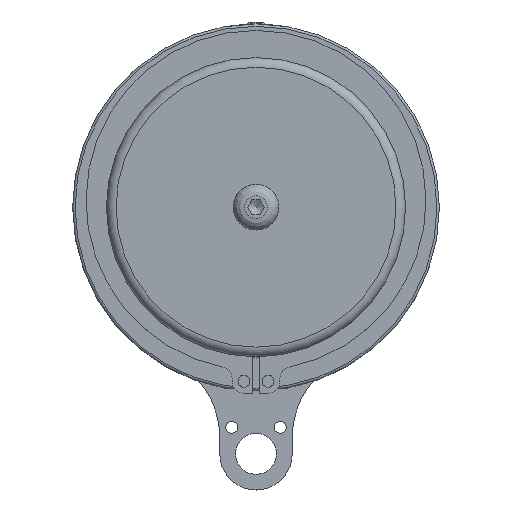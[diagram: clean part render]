
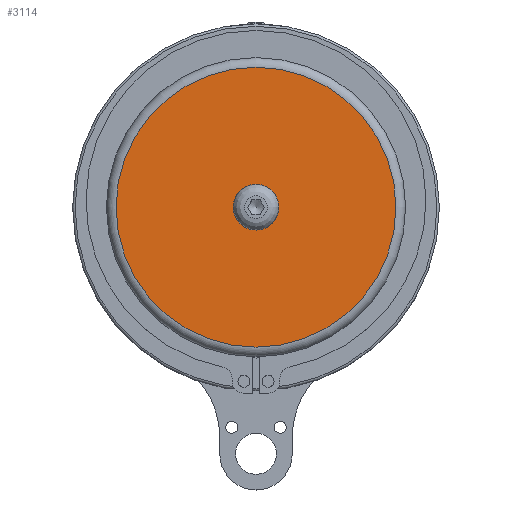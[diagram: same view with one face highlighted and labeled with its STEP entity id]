
A CAD part, top view. The second image highlights one B-rep face of the part: STEP entity #3114.
In plain terms, the highlighted planar face has unit normal (0, 0, 1).
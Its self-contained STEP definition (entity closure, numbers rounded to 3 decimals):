
#128=FACE_BOUND('',#574,.T.);
#211=PLANE('',#3476);
#374=FACE_OUTER_BOUND('',#573,.T.);
#573=EDGE_LOOP('',(#2646,#2647));
#574=EDGE_LOOP('',(#2648,#2649));
#607=CIRCLE('',#3159,2.5);
#611=CIRCLE('',#3163,2.5);
#777=CIRCLE('',#3477,29.);
#778=CIRCLE('',#3478,29.);
#1142=VERTEX_POINT('',#4457);
#1143=VERTEX_POINT('',#4458);
#1406=VERTEX_POINT('',#5704);
#1407=VERTEX_POINT('',#5705);
#1445=EDGE_CURVE('',#1142,#1143,#607,.T.);
#1450=EDGE_CURVE('',#1143,#1142,#611,.T.);
#1832=EDGE_CURVE('',#1406,#1407,#777,.T.);
#1833=EDGE_CURVE('',#1407,#1406,#778,.T.);
#2646=ORIENTED_EDGE('',*,*,#1832,.T.);
#2647=ORIENTED_EDGE('',*,*,#1833,.T.);
#2648=ORIENTED_EDGE('',*,*,#1445,.F.);
#2649=ORIENTED_EDGE('',*,*,#1450,.F.);
#3114=ADVANCED_FACE('',(#374,#128),#211,.T.);
#3159=AXIS2_PLACEMENT_3D('',#4459,#3547,#3548);
#3163=AXIS2_PLACEMENT_3D('',#4467,#3556,#3557);
#3476=AXIS2_PLACEMENT_3D('',#5703,#4335,#4336);
#3477=AXIS2_PLACEMENT_3D('',#5706,#4337,#4338);
#3478=AXIS2_PLACEMENT_3D('',#5707,#4339,#4340);
#3547=DIRECTION('center_axis',(0.,0.,1.));
#3548=DIRECTION('ref_axis',(-1.,0.,0.));
#3556=DIRECTION('center_axis',(0.,0.,1.));
#3557=DIRECTION('ref_axis',(-1.,0.,0.));
#4335=DIRECTION('center_axis',(0.,0.,1.));
#4336=DIRECTION('ref_axis',(1.,0.,0.));
#4337=DIRECTION('center_axis',(0.,0.,1.));
#4338=DIRECTION('ref_axis',(-1.,0.,0.));
#4339=DIRECTION('center_axis',(0.,0.,1.));
#4340=DIRECTION('ref_axis',(-1.,0.,0.));
#4457=CARTESIAN_POINT('',(0.,2.5,66.056));
#4458=CARTESIAN_POINT('',(0.,-2.5,66.056));
#4459=CARTESIAN_POINT('Origin',(0.,0.,
66.056));
#4467=CARTESIAN_POINT('Origin',(0.,0.,
66.056));
#5703=CARTESIAN_POINT('Origin',(0.,2.5,
66.056));
#5704=CARTESIAN_POINT('',(0.,29.,66.056));
#5705=CARTESIAN_POINT('',(-29.,0.,66.056));
#5706=CARTESIAN_POINT('Origin',(0.,0.,
66.056));
#5707=CARTESIAN_POINT('Origin',(0.,0.,
66.056));
